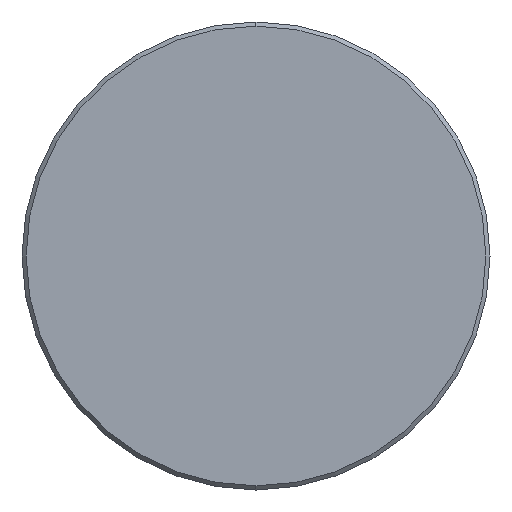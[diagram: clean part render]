
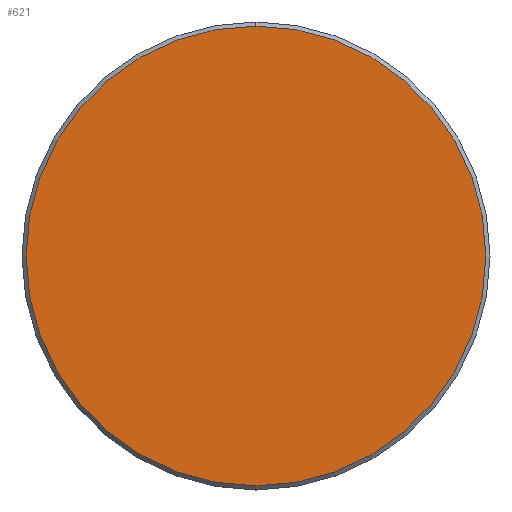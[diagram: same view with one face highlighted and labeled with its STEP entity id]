
A CAD part, left-side view. The second image highlights one B-rep face of the part: STEP entity #621.
In plain terms, the highlighted planar face has unit normal (-1, 0, 0).
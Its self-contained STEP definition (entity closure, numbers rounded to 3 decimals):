
#3 = EDGE_LOOP ( 'NONE', ( #557, #258 ) ) ;
#39 = FACE_OUTER_BOUND ( 'NONE', #3, .T. ) ;
#111 = CARTESIAN_POINT ( 'NONE',  ( 0., 0., -16.7 ) ) ;
#119 = EDGE_CURVE ( 'NONE', #521, #205, #410, .T. ) ;
#120 = CIRCLE ( 'NONE', #289, 16.7 ) ;
#128 = CARTESIAN_POINT ( 'NONE',  ( 0., 0., 0. ) ) ;
#167 = DIRECTION ( 'NONE',  ( 0., 0., -1. ) ) ;
#182 = CARTESIAN_POINT ( 'NONE',  ( 0., 0., 0. ) ) ;
#205 = VERTEX_POINT ( 'NONE', #404 ) ;
#229 = DIRECTION ( 'NONE',  ( -1., 0., 0. ) ) ;
#258 = ORIENTED_EDGE ( 'NONE', *, *, #647, .T. ) ;
#285 = DIRECTION ( 'NONE',  ( 0., 0., 1. ) ) ;
#289 = AXIS2_PLACEMENT_3D ( 'NONE', #182, #446, #674 ) ;
#335 = AXIS2_PLACEMENT_3D ( 'NONE', #654, #542, #167 ) ;
#379 = PLANE ( 'NONE',  #335 ) ;
#403 = AXIS2_PLACEMENT_3D ( 'NONE', #128, #229, #285 ) ;
#404 = CARTESIAN_POINT ( 'NONE',  ( 0., 0., 16.7 ) ) ;
#410 = CIRCLE ( 'NONE', #403, 16.7 ) ;
#446 = DIRECTION ( 'NONE',  ( -1., 0., 0. ) ) ;
#521 = VERTEX_POINT ( 'NONE', #111 ) ;
#542 = DIRECTION ( 'NONE',  ( 1., 0., 0. ) ) ;
#557 = ORIENTED_EDGE ( 'NONE', *, *, #119, .T. ) ;
#621 = ADVANCED_FACE ( 'NONE', ( #39 ), #379, .F. ) ;
#647 = EDGE_CURVE ( 'NONE', #205, #521, #120, .T. ) ;
#654 = CARTESIAN_POINT ( 'NONE',  ( 0., 0., 0. ) ) ;
#674 = DIRECTION ( 'NONE',  ( 0., 0., 1. ) ) ;
